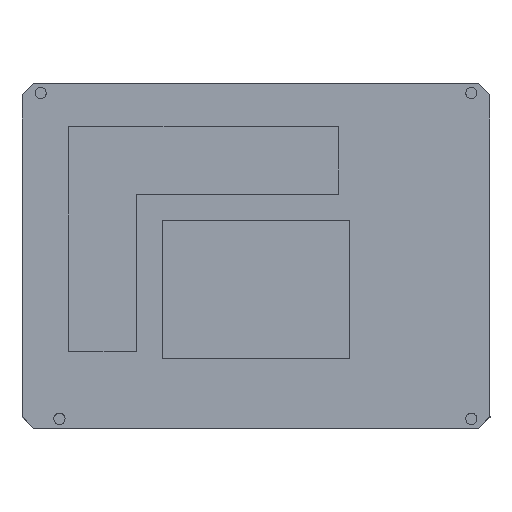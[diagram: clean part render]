
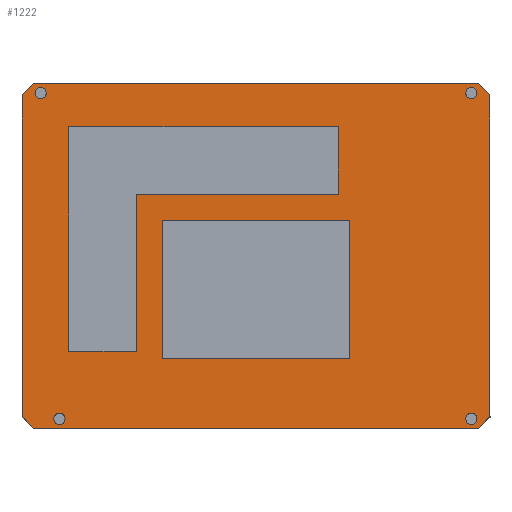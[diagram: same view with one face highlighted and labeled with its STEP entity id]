
A CAD part, top view. The second image highlights one B-rep face of the part: STEP entity #1222.
In plain terms, the highlighted face is planar.
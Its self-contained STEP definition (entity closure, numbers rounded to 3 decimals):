
#36=FACE_BOUND('',#230,.T.);
#37=FACE_BOUND('',#231,.T.);
#38=FACE_BOUND('',#232,.T.);
#39=FACE_BOUND('',#233,.T.);
#40=FACE_BOUND('',#234,.T.);
#41=FACE_BOUND('',#235,.T.);
#92=PLANE('',#1341);
#156=FACE_OUTER_BOUND('',#229,.T.);
#229=EDGE_LOOP('',(#1110,#1111,#1112,#1113,#1114,#1115,#1116,#1117));
#230=EDGE_LOOP('',(#1118));
#231=EDGE_LOOP('',(#1119));
#232=EDGE_LOOP('',(#1120));
#233=EDGE_LOOP('',(#1121));
#234=EDGE_LOOP('',(#1122,#1123,#1124,#1125));
#235=EDGE_LOOP('',(#1126,#1127,#1128,#1129,#1130,#1131));
#262=CIRCLE('',#1320,1.5);
#263=CIRCLE('',#1322,1.5);
#264=CIRCLE('',#1324,1.5);
#265=CIRCLE('',#1326,1.5);
#333=LINE('',#1873,#470);
#339=LINE('',#1884,#476);
#350=LINE('',#1915,#487);
#353=LINE('',#1920,#490);
#354=LINE('',#1923,#491);
#357=LINE('',#1928,#494);
#358=LINE('',#1931,#495);
#360=LINE('',#1934,#497);
#365=LINE('',#1954,#502);
#369=LINE('',#1962,#506);
#372=LINE('',#1968,#509);
#375=LINE('',#1973,#512);
#377=LINE('',#1978,#514);
#381=LINE('',#1986,#518);
#384=LINE('',#1992,#521);
#387=LINE('',#1998,#524);
#390=LINE('',#2004,#527);
#393=LINE('',#2009,#530);
#470=VECTOR('',#1528,10.);
#476=VECTOR('',#1536,10.);
#487=VECTOR('',#1559,10.);
#490=VECTOR('',#1564,10.);
#491=VECTOR('',#1567,10.);
#494=VECTOR('',#1572,10.);
#495=VECTOR('',#1575,10.);
#497=VECTOR('',#1579,10.);
#502=VECTOR('',#1602,10.);
#506=VECTOR('',#1608,10.);
#509=VECTOR('',#1613,10.);
#512=VECTOR('',#1618,10.);
#514=VECTOR('',#1622,10.);
#518=VECTOR('',#1628,10.);
#521=VECTOR('',#1633,10.);
#524=VECTOR('',#1638,10.);
#527=VECTOR('',#1643,10.);
#530=VECTOR('',#1648,10.);
#599=VERTEX_POINT('',#1871);
#600=VERTEX_POINT('',#1872);
#604=VERTEX_POINT('',#1882);
#618=VERTEX_POINT('',#1914);
#619=VERTEX_POINT('',#1918);
#620=VERTEX_POINT('',#1922);
#621=VERTEX_POINT('',#1926);
#622=VERTEX_POINT('',#1930);
#623=VERTEX_POINT('',#1936);
#624=VERTEX_POINT('',#1940);
#625=VERTEX_POINT('',#1944);
#626=VERTEX_POINT('',#1948);
#627=VERTEX_POINT('',#1952);
#628=VERTEX_POINT('',#1953);
#631=VERTEX_POINT('',#1961);
#633=VERTEX_POINT('',#1967);
#635=VERTEX_POINT('',#1976);
#636=VERTEX_POINT('',#1977);
#639=VERTEX_POINT('',#1985);
#641=VERTEX_POINT('',#1991);
#643=VERTEX_POINT('',#1997);
#645=VERTEX_POINT('',#2003);
#738=EDGE_CURVE('',#599,#600,#333,.T.);
#744=EDGE_CURVE('',#599,#604,#339,.T.);
#759=EDGE_CURVE('',#618,#604,#350,.T.);
#762=EDGE_CURVE('',#618,#619,#353,.T.);
#763=EDGE_CURVE('',#620,#619,#354,.T.);
#766=EDGE_CURVE('',#620,#621,#357,.T.);
#767=EDGE_CURVE('',#622,#621,#358,.T.);
#769=EDGE_CURVE('',#622,#600,#360,.T.);
#770=EDGE_CURVE('',#623,#623,#262,.T.);
#772=EDGE_CURVE('',#624,#624,#263,.T.);
#774=EDGE_CURVE('',#625,#625,#264,.T.);
#776=EDGE_CURVE('',#626,#626,#265,.T.);
#778=EDGE_CURVE('',#627,#628,#365,.T.);
#782=EDGE_CURVE('',#631,#627,#369,.T.);
#785=EDGE_CURVE('',#633,#631,#372,.T.);
#788=EDGE_CURVE('',#628,#633,#375,.T.);
#790=EDGE_CURVE('',#635,#636,#377,.T.);
#794=EDGE_CURVE('',#639,#635,#381,.T.);
#797=EDGE_CURVE('',#641,#639,#384,.T.);
#800=EDGE_CURVE('',#643,#641,#387,.T.);
#803=EDGE_CURVE('',#645,#643,#390,.T.);
#806=EDGE_CURVE('',#636,#645,#393,.T.);
#1110=ORIENTED_EDGE('',*,*,#738,.F.);
#1111=ORIENTED_EDGE('',*,*,#744,.T.);
#1112=ORIENTED_EDGE('',*,*,#759,.F.);
#1113=ORIENTED_EDGE('',*,*,#762,.T.);
#1114=ORIENTED_EDGE('',*,*,#763,.F.);
#1115=ORIENTED_EDGE('',*,*,#766,.T.);
#1116=ORIENTED_EDGE('',*,*,#767,.F.);
#1117=ORIENTED_EDGE('',*,*,#769,.T.);
#1118=ORIENTED_EDGE('',*,*,#770,.T.);
#1119=ORIENTED_EDGE('',*,*,#772,.T.);
#1120=ORIENTED_EDGE('',*,*,#774,.T.);
#1121=ORIENTED_EDGE('',*,*,#776,.T.);
#1122=ORIENTED_EDGE('',*,*,#778,.T.);
#1123=ORIENTED_EDGE('',*,*,#788,.T.);
#1124=ORIENTED_EDGE('',*,*,#785,.T.);
#1125=ORIENTED_EDGE('',*,*,#782,.T.);
#1126=ORIENTED_EDGE('',*,*,#790,.T.);
#1127=ORIENTED_EDGE('',*,*,#806,.T.);
#1128=ORIENTED_EDGE('',*,*,#803,.T.);
#1129=ORIENTED_EDGE('',*,*,#800,.T.);
#1130=ORIENTED_EDGE('',*,*,#797,.T.);
#1131=ORIENTED_EDGE('',*,*,#794,.T.);
#1222=ADVANCED_FACE('',(#156,#36,#37,#38,#39,#40,#41),#92,.T.);
#1320=AXIS2_PLACEMENT_3D('',#1937,#1582,#1583);
#1322=AXIS2_PLACEMENT_3D('',#1941,#1587,#1588);
#1324=AXIS2_PLACEMENT_3D('',#1945,#1592,#1593);
#1326=AXIS2_PLACEMENT_3D('',#1949,#1597,#1598);
#1341=AXIS2_PLACEMENT_3D('',#2027,#1666,#1667);
#1528=DIRECTION('',(-0.707,0.,0.707));
#1536=DIRECTION('',(0.,0.,-1.));
#1559=DIRECTION('',(0.707,0.,0.707));
#1564=DIRECTION('',(-1.,0.,0.));
#1567=DIRECTION('',(0.707,0.,-0.707));
#1572=DIRECTION('',(0.,0.,1.));
#1575=DIRECTION('',(-0.707,0.,-0.707));
#1579=DIRECTION('',(1.,0.,0.));
#1582=DIRECTION('center_axis',(0.,-1.,0.));
#1583=DIRECTION('ref_axis',(-1.,0.,0.));
#1587=DIRECTION('center_axis',(0.,-1.,0.));
#1588=DIRECTION('ref_axis',(-1.,0.,0.));
#1592=DIRECTION('center_axis',(0.,-1.,0.));
#1593=DIRECTION('ref_axis',(-1.,0.,0.));
#1597=DIRECTION('center_axis',(0.,-1.,0.));
#1598=DIRECTION('ref_axis',(-1.,0.,0.));
#1602=DIRECTION('',(0.,0.,-1.));
#1608=DIRECTION('',(-1.,0.,0.));
#1613=DIRECTION('',(0.,0.,1.));
#1618=DIRECTION('',(1.,0.,0.));
#1622=DIRECTION('',(0.,0.,1.));
#1628=DIRECTION('',(1.,0.,0.));
#1633=DIRECTION('',(0.,0.,-1.));
#1638=DIRECTION('',(-1.,0.,0.));
#1643=DIRECTION('',(0.,0.,1.));
#1648=DIRECTION('',(-1.,0.,0.));
#1666=DIRECTION('center_axis',(0.,1.,0.));
#1667=DIRECTION('ref_axis',(0.,0.,1.));
#1871=CARTESIAN_POINT('',(62.5,8.,43.));
#1872=CARTESIAN_POINT('',(59.5,8.,46.));
#1873=CARTESIAN_POINT('',(56.875,8.,48.625));
#1882=CARTESIAN_POINT('',(62.5,8.,-43.));
#1884=CARTESIAN_POINT('',(62.5,8.,-46.));
#1914=CARTESIAN_POINT('',(59.5,8.,-46.));
#1915=CARTESIAN_POINT('',(56.875,8.,-48.625));
#1918=CARTESIAN_POINT('',(-59.5,8.,-46.));
#1920=CARTESIAN_POINT('',(-62.5,8.,-46.));
#1922=CARTESIAN_POINT('',(-62.5,8.,-43.));
#1923=CARTESIAN_POINT('',(-56.875,8.,-48.625));
#1926=CARTESIAN_POINT('',(-62.5,8.,43.));
#1928=CARTESIAN_POINT('',(-62.5,8.,46.));
#1930=CARTESIAN_POINT('',(-59.5,8.,46.));
#1931=CARTESIAN_POINT('',(-56.875,8.,48.625));
#1934=CARTESIAN_POINT('',(62.5,8.,46.));
#1936=CARTESIAN_POINT('',(-51.,8.,43.5));
#1937=CARTESIAN_POINT('Origin',(-52.5,8.,43.5));
#1940=CARTESIAN_POINT('',(59.,8.,43.5));
#1941=CARTESIAN_POINT('Origin',(57.5,8.,43.5));
#1944=CARTESIAN_POINT('',(-56.,8.,-43.5));
#1945=CARTESIAN_POINT('Origin',(-57.5,8.,-43.5));
#1948=CARTESIAN_POINT('',(59.,8.,-43.5));
#1949=CARTESIAN_POINT('Origin',(57.5,8.,-43.5));
#1952=CARTESIAN_POINT('',(-25.,8.,27.5));
#1953=CARTESIAN_POINT('',(-25.,8.,-9.5));
#1954=CARTESIAN_POINT('',(-25.,8.,13.75));
#1961=CARTESIAN_POINT('',(25.,8.,27.5));
#1962=CARTESIAN_POINT('',(12.5,8.,27.5));
#1967=CARTESIAN_POINT('',(25.,8.,-9.5));
#1968=CARTESIAN_POINT('',(25.,8.,-4.75));
#1973=CARTESIAN_POINT('',(-12.5,8.,-9.5));
#1976=CARTESIAN_POINT('',(22.,8.,-34.5));
#1977=CARTESIAN_POINT('',(22.,8.,-16.5));
#1978=CARTESIAN_POINT('',(22.,8.,-17.25));
#1985=CARTESIAN_POINT('',(-50.,8.,-34.5));
#1986=CARTESIAN_POINT('',(-25.,8.,-34.5));
#1991=CARTESIAN_POINT('',(-50.,8.,25.5));
#1992=CARTESIAN_POINT('',(-50.,8.,12.75));
#1997=CARTESIAN_POINT('',(-32.,8.,25.5));
#1998=CARTESIAN_POINT('',(-16.,8.,25.5));
#2003=CARTESIAN_POINT('',(-32.,8.,-16.5));
#2004=CARTESIAN_POINT('',(-32.,8.,-8.25));
#2009=CARTESIAN_POINT('',(11.,8.,-16.5));
#2027=CARTESIAN_POINT('Origin',(0.,8.,0.));
